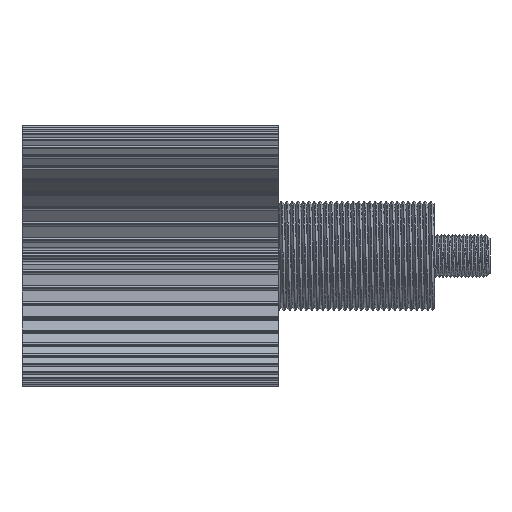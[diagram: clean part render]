
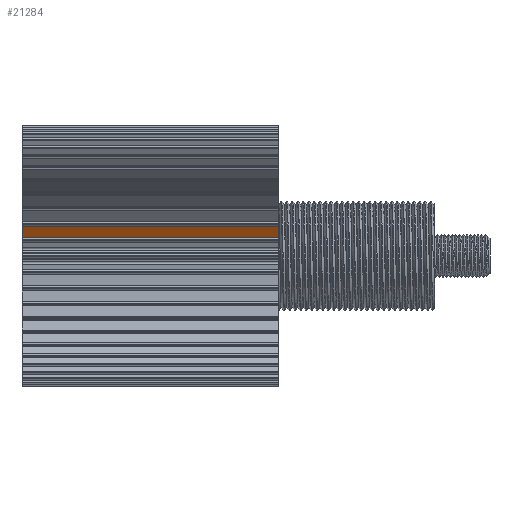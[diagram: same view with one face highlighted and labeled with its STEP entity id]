
A CAD part, left-side view. The second image highlights one B-rep face of the part: STEP entity #21284.
In plain terms, the highlighted planar face has unit normal (-0.249, 0, -0.969).
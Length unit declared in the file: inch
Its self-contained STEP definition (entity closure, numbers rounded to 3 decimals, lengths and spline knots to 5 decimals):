
#565 = CARTESIAN_POINT ( 'NONE',  ( -1.34053, -1.68976, 0.3198 ) ) ;
#3123 = EDGE_LOOP ( 'NONE', ( #31009, #57655, #41329, #20862 ) ) ;
#5104 = CARTESIAN_POINT ( 'NONE',  ( -0.81703, 4.99972, 0.18539 ) ) ;
#10020 = VERTEX_POINT ( 'NONE', #22522 ) ;
#10928 = VERTEX_POINT ( 'NONE', #50620 ) ;
#11281 = PLANE ( 'NONE',  #21914 ) ;
#12528 = LINE ( 'NONE', #565, #35100 ) ;
#13983 = LINE ( 'NONE', #48338, #38026 ) ;
#15798 = DIRECTION ( 'NONE',  ( -0.249, 0., -0.969 ) ) ;
#16121 = EDGE_CURVE ( 'Defeatured_02236+Defeatured_02235+Defeatured_020+Defeatured_02405', #22474, #19688, #23006, .T. ) ;
#19688 = VERTEX_POINT ( 'NONE', #5104 ) ;
#20133 = VECTOR ( 'NONE', #23452, 39.37008 ) ;
#20619 = VECTOR ( 'NONE', #56773, 39.37008 ) ;
#20862 = ORIENTED_EDGE ( 'NONE', *, *, #44396, .F. ) ;
#21284 = ADVANCED_FACE ( 'Defeatured_02235', ( #29560 ), #11281, .T. ) ;
#21914 = AXIS2_PLACEMENT_3D ( 'NONE', #24673, #15798, #47440 ) ;
#22474 = VERTEX_POINT ( 'NONE', #44428 ) ;
#22522 = CARTESIAN_POINT ( 'NONE',  ( -1.34053, 2.25984, 0.3198 ) ) ;
#23006 = LINE ( 'NONE', #27980, #20133 ) ;
#23452 = DIRECTION ( 'NONE',  ( 0., 1., 0. ) ) ;
#24673 = CARTESIAN_POINT ( 'NONE',  ( -1.34053, -1.68976, 0.3198 ) ) ;
#25255 = CARTESIAN_POINT ( 'NONE',  ( -1.34053, 4.99972, 0.3198 ) ) ;
#25427 = EDGE_CURVE ( 'Defeatured_02235+Defeatured_02234+Defeatured_020+Defeatured_02405', #10020, #10928, #12528, .T. ) ;
#27980 = CARTESIAN_POINT ( 'NONE',  ( -0.81703, -1.68976, 0.18539 ) ) ;
#29560 = FACE_OUTER_BOUND ( 'NONE', #3123, .T. ) ;
#31009 = ORIENTED_EDGE ( 'NONE', *, *, #16121, .F. ) ;
#35100 = VECTOR ( 'NONE', #54754, 39.37008 ) ;
#38026 = VECTOR ( 'NONE', #52887, 39.37008 ) ;
#41329 = ORIENTED_EDGE ( 'NONE', *, *, #25427, .T. ) ;
#44396 = EDGE_CURVE ( 'Defeatured_02405+Defeatured_02235+Defeatured_02236+Defeatured_02234', #19688, #10928, #56792, .T. ) ;
#44428 = CARTESIAN_POINT ( 'NONE',  ( -0.81703, 2.25984, 0.18539 ) ) ;
#47440 = DIRECTION ( 'NONE',  ( 0.969, 0., -0.249 ) ) ;
#48338 = CARTESIAN_POINT ( 'NONE',  ( -1.34053, 2.25984, 0.3198 ) ) ;
#48872 = EDGE_CURVE ( 'Defeatured_02235+Defeatured_020+Defeatured_02236+Defeatured_02234', #22474, #10020, #13983, .T. ) ;
#50620 = CARTESIAN_POINT ( 'NONE',  ( -1.34053, 4.99972, 0.3198 ) ) ;
#52887 = DIRECTION ( 'NONE',  ( -0.969, 0., 0.249 ) ) ;
#54754 = DIRECTION ( 'NONE',  ( 0., 1., 0. ) ) ;
#56773 = DIRECTION ( 'NONE',  ( -0.969, 0., 0.249 ) ) ;
#56792 = LINE ( 'NONE', #25255, #20619 ) ;
#57655 = ORIENTED_EDGE ( 'NONE', *, *, #48872, .T. ) ;
